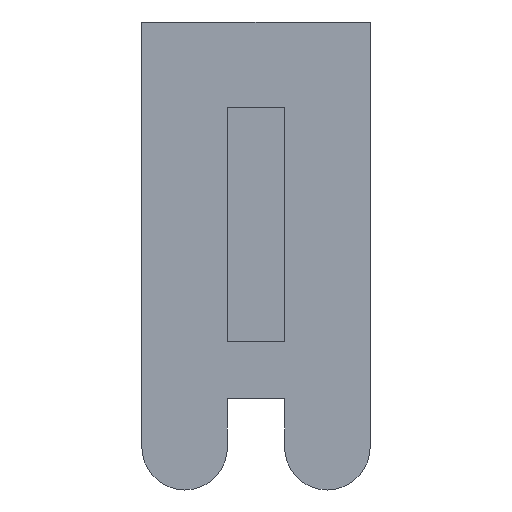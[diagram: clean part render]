
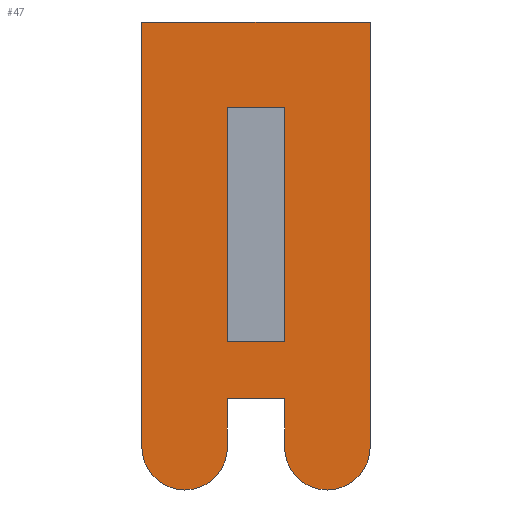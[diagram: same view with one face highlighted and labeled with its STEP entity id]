
A CAD part, front view. The second image highlights one B-rep face of the part: STEP entity #47.
In plain terms, the highlighted planar face has unit normal (0, -1, 0).
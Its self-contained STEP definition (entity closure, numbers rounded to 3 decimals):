
#47=ADVANCED_FACE('',(#72,#73),#74,.T.);
#72=FACE_OUTER_BOUND('',#120,.T.);
#73=FACE_BOUND('',#121,.T.);
#74=PLANE('',#122);
#120=EDGE_LOOP('',(#177,#178,#179,#180,#181,#182,#183,#184));
#121=EDGE_LOOP('',(#185,#186,#187,#188));
#122=AXIS2_PLACEMENT_3D('',#189,#190,#191);
#177=ORIENTED_EDGE('',*,*,#373,.F.);
#178=ORIENTED_EDGE('',*,*,#372,.F.);
#179=ORIENTED_EDGE('',*,*,#374,.F.);
#180=ORIENTED_EDGE('',*,*,#375,.F.);
#181=ORIENTED_EDGE('',*,*,#376,.T.);
#182=ORIENTED_EDGE('',*,*,#377,.F.);
#183=ORIENTED_EDGE('',*,*,#378,.F.);
#184=ORIENTED_EDGE('',*,*,#379,.F.);
#185=ORIENTED_EDGE('',*,*,#380,.T.);
#186=ORIENTED_EDGE('',*,*,#381,.T.);
#187=ORIENTED_EDGE('',*,*,#382,.F.);
#188=ORIENTED_EDGE('',*,*,#383,.F.);
#189=CARTESIAN_POINT('',(-2.0,-1.5,6.6));
#190=DIRECTION('',(0.0,-1.0,0.0));
#191=DIRECTION('',(0.0,0.0,-1.0));
#372=EDGE_CURVE('',#443,#431,#445,.T.);
#373=EDGE_CURVE('',#431,#446,#447,.T.);
#374=EDGE_CURVE('',#448,#443,#449,.T.);
#375=EDGE_CURVE('',#450,#448,#451,.T.);
#376=EDGE_CURVE('',#450,#452,#453,.T.);
#377=EDGE_CURVE('',#454,#452,#455,.T.);
#378=EDGE_CURVE('',#456,#454,#457,.T.);
#379=EDGE_CURVE('',#446,#456,#458,.T.);
#380=EDGE_CURVE('',#459,#460,#461,.T.);
#381=EDGE_CURVE('',#460,#462,#463,.T.);
#382=EDGE_CURVE('',#464,#462,#465,.T.);
#383=EDGE_CURVE('',#459,#464,#466,.T.);
#431=VERTEX_POINT('',#538);
#443=VERTEX_POINT('',#556);
#445=LINE('',#559,#560);
#446=VERTEX_POINT('',#561);
#447=LINE('',#562,#563);
#448=VERTEX_POINT('',#564);
#449=CIRCLE('',#565,0.75);
#450=VERTEX_POINT('',#566);
#451=LINE('',#567,#568);
#452=VERTEX_POINT('',#569);
#453=LINE('',#570,#571);
#454=VERTEX_POINT('',#572);
#455=LINE('',#573,#574);
#456=VERTEX_POINT('',#575);
#457=CIRCLE('',#576,0.75);
#458=LINE('',#577,#578);
#459=VERTEX_POINT('',#579);
#460=VERTEX_POINT('',#580);
#461=LINE('',#581,#582);
#462=VERTEX_POINT('',#583);
#463=LINE('',#584,#585);
#464=VERTEX_POINT('',#586);
#465=LINE('',#587,#588);
#466=LINE('',#589,#590);
#538=CARTESIAN_POINT('',(-2.0,-1.5,6.6));
#556=CARTESIAN_POINT('',(-2.0,-1.5,-0.85));
#559=CARTESIAN_POINT('',(-2.0,-1.5,-0.85));
#560=VECTOR('',#712,7.45);
#561=CARTESIAN_POINT('',(2.0,-1.5,6.6));
#562=CARTESIAN_POINT('',(-2.0,-1.5,6.6));
#563=VECTOR('',#713,4.0);
#564=CARTESIAN_POINT('',(-0.5,-1.5,-0.85));
#565=AXIS2_PLACEMENT_3D('',#714,#715,#716);
#566=CARTESIAN_POINT('',(-0.5,-1.5,0.0));
#567=CARTESIAN_POINT('',(-0.5,-1.5,0.0));
#568=VECTOR('',#717,0.85);
#569=CARTESIAN_POINT('',(0.5,-1.5,0.0));
#570=CARTESIAN_POINT('',(-0.5,-1.5,0.0));
#571=VECTOR('',#718,1.0);
#572=CARTESIAN_POINT('',(0.5,-1.5,-0.85));
#573=CARTESIAN_POINT('',(0.5,-1.5,-0.85));
#574=VECTOR('',#719,0.85);
#575=CARTESIAN_POINT('',(2.0,-1.5,-0.85));
#576=AXIS2_PLACEMENT_3D('',#720,#721,#722);
#577=CARTESIAN_POINT('',(2.0,-1.5,6.6));
#578=VECTOR('',#723,7.45);
#579=CARTESIAN_POINT('',(-0.5,-1.5,5.1));
#580=CARTESIAN_POINT('',(0.5,-1.5,5.1));
#581=CARTESIAN_POINT('',(-0.5,-1.5,5.1));
#582=VECTOR('',#724,1.0);
#583=CARTESIAN_POINT('',(0.5,-1.5,1.0));
#584=CARTESIAN_POINT('',(0.5,-1.5,5.1));
#585=VECTOR('',#725,4.1);
#586=CARTESIAN_POINT('',(-0.5,-1.5,1.0));
#587=CARTESIAN_POINT('',(-0.5,-1.5,1.0));
#588=VECTOR('',#726,1.0);
#589=CARTESIAN_POINT('',(-0.5,-1.5,5.1));
#590=VECTOR('',#727,4.1);
#712=DIRECTION('',(0.0,0.0,1.0));
#713=DIRECTION('',(1.0,0.0,0.0));
#714=CARTESIAN_POINT('',(-1.25,-1.5,-0.85));
#715=DIRECTION('',(0.0,1.0,0.0));
#716=DIRECTION('',(1.0,0.0,0.0));
#717=DIRECTION('',(0.0,0.0,-1.0));
#718=DIRECTION('',(1.0,0.0,0.0));
#719=DIRECTION('',(0.0,0.0,1.0));
#720=CARTESIAN_POINT('',(1.25,-1.5,-0.85));
#721=DIRECTION('',(0.0,1.0,0.0));
#722=DIRECTION('',(1.0,0.0,0.0));
#723=DIRECTION('',(0.0,0.0,-1.0));
#724=DIRECTION('',(1.0,0.0,0.0));
#725=DIRECTION('',(0.0,0.0,-1.0));
#726=DIRECTION('',(1.0,0.0,0.0));
#727=DIRECTION('',(0.0,0.0,-1.0));
